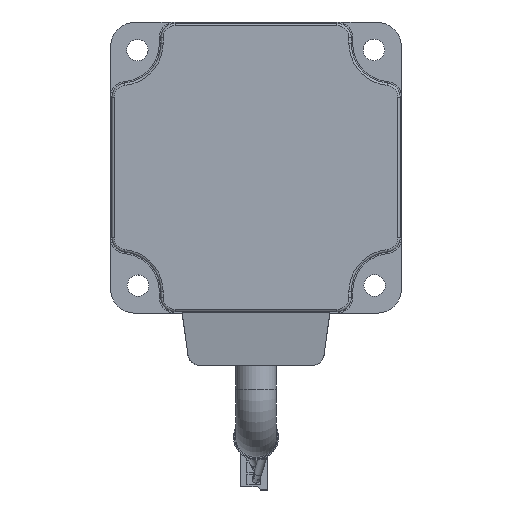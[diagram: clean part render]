
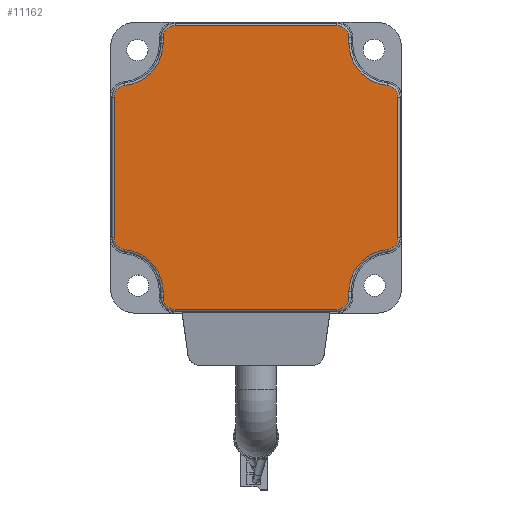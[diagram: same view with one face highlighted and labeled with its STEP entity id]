
A CAD part, top view. The second image highlights one B-rep face of the part: STEP entity #11162.
In plain terms, the highlighted planar face has unit normal (0, 0, 1).
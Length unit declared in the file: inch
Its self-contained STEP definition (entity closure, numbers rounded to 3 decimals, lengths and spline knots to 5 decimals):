
#10303=CARTESIAN_POINT('',(0.66929,1.17126,1.33858));
#10304=VERTEX_POINT('',#10303);
#10312=CARTESIAN_POINT('',(0.76772,1.07283,1.33858));
#10313=VERTEX_POINT('',#10312);
#10314=CARTESIAN_POINT('',(0.66929,1.07283,1.33858));
#10315=DIRECTION('',(0.0,0.0,-1.0));
#10316=DIRECTION('',(0.707,0.707,0.0));
#10317=AXIS2_PLACEMENT_3D('',#10314,#10315,#10316);
#10318=CIRCLE('',#10317,0.09843);
#10319=EDGE_CURVE('',#10304,#10313,#10318,.T.);
#10345=CARTESIAN_POINT('',(0.76772,1.02773,1.33858));
#10346=VERTEX_POINT('',#10345);
#10363=CARTESIAN_POINT('',(0.76772,1.07283,1.33858));
#10364=DIRECTION('',(0.,-1.0,0.0));
#10365=VECTOR('',#10364,0.0451);
#10366=LINE('',#10363,#10365);
#10367=EDGE_CURVE('',#10313,#10346,#10366,.T.);
#10377=CARTESIAN_POINT('',(1.08276,0.67912,1.33858));
#10378=VERTEX_POINT('',#10377);
#10396=CARTESIAN_POINT('',(1.11811,1.02773,1.33858));
#10397=DIRECTION('',(0.0,0.0,1.0));
#10398=DIRECTION('',(-0.742,-0.67,0.0));
#10399=AXIS2_PLACEMENT_3D('',#10396,#10397,#10398);
#10400=CIRCLE('',#10399,0.35039);
#10401=EDGE_CURVE('',#10346,#10378,#10400,.T.);
#10411=CARTESIAN_POINT('',(1.17126,0.5812,1.33858));
#10412=VERTEX_POINT('',#10411);
#10430=CARTESIAN_POINT('',(1.07283,0.5812,1.33858));
#10431=DIRECTION('',(0.0,0.0,-1.0));
#10432=DIRECTION('',(0.742,0.67,0.0));
#10433=AXIS2_PLACEMENT_3D('',#10430,#10431,#10432);
#10434=CIRCLE('',#10433,0.09843);
#10435=EDGE_CURVE('',#10378,#10412,#10434,.T.);
#10445=CARTESIAN_POINT('',(1.17126,-0.5812,1.33858));
#10446=VERTEX_POINT('',#10445);
#10463=CARTESIAN_POINT('',(1.17126,0.5812,1.33858));
#10464=DIRECTION('',(0.0,-1.0,0.0));
#10465=VECTOR('',#10464,1.1624);
#10466=LINE('',#10463,#10465);
#10467=EDGE_CURVE('',#10412,#10446,#10466,.T.);
#10477=CARTESIAN_POINT('',(1.08276,-0.67912,1.33858));
#10478=VERTEX_POINT('',#10477);
#10496=CARTESIAN_POINT('',(1.07283,-0.5812,1.33858));
#10497=DIRECTION('',(0.0,0.0,-1.0));
#10498=DIRECTION('',(0.742,-0.67,0.0));
#10499=AXIS2_PLACEMENT_3D('',#10496,#10497,#10498);
#10500=CIRCLE('',#10499,0.09843);
#10501=EDGE_CURVE('',#10446,#10478,#10500,.T.);
#10511=CARTESIAN_POINT('',(0.76772,-1.02773,1.33858));
#10512=VERTEX_POINT('',#10511);
#10530=CARTESIAN_POINT('',(1.11811,-1.02773,1.33858));
#10531=DIRECTION('',(0.0,0.0,1.0));
#10532=DIRECTION('',(-0.742,0.67,0.0));
#10533=AXIS2_PLACEMENT_3D('',#10530,#10531,#10532);
#10534=CIRCLE('',#10533,0.35039);
#10535=EDGE_CURVE('',#10478,#10512,#10534,.T.);
#10545=CARTESIAN_POINT('',(0.76772,-1.07283,1.33858));
#10546=VERTEX_POINT('',#10545);
#10563=CARTESIAN_POINT('',(0.76772,-1.02773,1.33858));
#10564=DIRECTION('',(0.,-1.0,0.0));
#10565=VECTOR('',#10564,0.0451);
#10566=LINE('',#10563,#10565);
#10567=EDGE_CURVE('',#10512,#10546,#10566,.T.);
#10577=CARTESIAN_POINT('',(0.66929,-1.17126,1.33858));
#10578=VERTEX_POINT('',#10577);
#10596=CARTESIAN_POINT('',(0.66929,-1.07283,1.33858));
#10597=DIRECTION('',(0.0,0.0,-1.0));
#10598=DIRECTION('',(0.707,-0.707,0.0));
#10599=AXIS2_PLACEMENT_3D('',#10596,#10597,#10598);
#10600=CIRCLE('',#10599,0.09843);
#10601=EDGE_CURVE('',#10546,#10578,#10600,.T.);
#10611=CARTESIAN_POINT('',(-0.66929,-1.17126,1.33858));
#10612=VERTEX_POINT('',#10611);
#10629=CARTESIAN_POINT('',(0.66929,-1.17126,1.33858));
#10630=DIRECTION('',(-1.0,0.,0.0));
#10631=VECTOR('',#10630,1.33858);
#10632=LINE('',#10629,#10631);
#10633=EDGE_CURVE('',#10578,#10612,#10632,.T.);
#10643=CARTESIAN_POINT('',(-0.76772,-1.07283,1.33858));
#10644=VERTEX_POINT('',#10643);
#10662=CARTESIAN_POINT('',(-0.66929,-1.07283,1.33858));
#10663=DIRECTION('',(0.0,0.0,-1.0));
#10664=DIRECTION('',(-0.707,-0.707,0.0));
#10665=AXIS2_PLACEMENT_3D('',#10662,#10663,#10664);
#10666=CIRCLE('',#10665,0.09843);
#10667=EDGE_CURVE('',#10612,#10644,#10666,.T.);
#10677=CARTESIAN_POINT('',(-0.76772,-1.02773,1.33858));
#10678=VERTEX_POINT('',#10677);
#10695=CARTESIAN_POINT('',(-0.76772,-1.07283,1.33858));
#10696=DIRECTION('',(0.,1.0,0.0));
#10697=VECTOR('',#10696,0.0451);
#10698=LINE('',#10695,#10697);
#10699=EDGE_CURVE('',#10644,#10678,#10698,.T.);
#10709=CARTESIAN_POINT('',(-1.08276,-0.67912,1.33858));
#10710=VERTEX_POINT('',#10709);
#10728=CARTESIAN_POINT('',(-1.11811,-1.02773,1.33858));
#10729=DIRECTION('',(0.0,0.0,1.0));
#10730=DIRECTION('',(0.742,0.67,0.0));
#10731=AXIS2_PLACEMENT_3D('',#10728,#10729,#10730);
#10732=CIRCLE('',#10731,0.35039);
#10733=EDGE_CURVE('',#10678,#10710,#10732,.T.);
#10743=CARTESIAN_POINT('',(-1.17126,-0.5812,1.33858));
#10744=VERTEX_POINT('',#10743);
#10762=CARTESIAN_POINT('',(-1.07283,-0.5812,1.33858));
#10763=DIRECTION('',(0.0,0.0,-1.0));
#10764=DIRECTION('',(-0.742,-0.67,0.0));
#10765=AXIS2_PLACEMENT_3D('',#10762,#10763,#10764);
#10766=CIRCLE('',#10765,0.09843);
#10767=EDGE_CURVE('',#10710,#10744,#10766,.T.);
#10777=CARTESIAN_POINT('',(-1.17126,0.5812,1.33858));
#10778=VERTEX_POINT('',#10777);
#10795=CARTESIAN_POINT('',(-1.17126,-0.5812,1.33858));
#10796=DIRECTION('',(0.0,1.0,0.0));
#10797=VECTOR('',#10796,1.1624);
#10798=LINE('',#10795,#10797);
#10799=EDGE_CURVE('',#10744,#10778,#10798,.T.);
#10809=CARTESIAN_POINT('',(-1.08276,0.67912,1.33858));
#10810=VERTEX_POINT('',#10809);
#10828=CARTESIAN_POINT('',(-1.07283,0.5812,1.33858));
#10829=DIRECTION('',(0.0,0.0,-1.0));
#10830=DIRECTION('',(-0.742,0.67,0.0));
#10831=AXIS2_PLACEMENT_3D('',#10828,#10829,#10830);
#10832=CIRCLE('',#10831,0.09843);
#10833=EDGE_CURVE('',#10778,#10810,#10832,.T.);
#10843=CARTESIAN_POINT('',(-0.76772,1.02773,1.33858));
#10844=VERTEX_POINT('',#10843);
#10862=CARTESIAN_POINT('',(-1.11811,1.02773,1.33858));
#10863=DIRECTION('',(0.0,0.0,1.0));
#10864=DIRECTION('',(0.742,-0.67,0.0));
#10865=AXIS2_PLACEMENT_3D('',#10862,#10863,#10864);
#10866=CIRCLE('',#10865,0.35039);
#10867=EDGE_CURVE('',#10810,#10844,#10866,.T.);
#10877=CARTESIAN_POINT('',(-0.76772,1.07283,1.33858));
#10878=VERTEX_POINT('',#10877);
#10895=CARTESIAN_POINT('',(-0.76772,1.02773,1.33858));
#10896=DIRECTION('',(0.,1.0,0.0));
#10897=VECTOR('',#10896,0.0451);
#10898=LINE('',#10895,#10897);
#10899=EDGE_CURVE('',#10844,#10878,#10898,.T.);
#10909=CARTESIAN_POINT('',(-0.66929,1.17126,1.33858));
#10910=VERTEX_POINT('',#10909);
#10928=CARTESIAN_POINT('',(-0.66929,1.07283,1.33858));
#10929=DIRECTION('',(0.0,0.0,-1.0));
#10930=DIRECTION('',(-0.707,0.707,0.0));
#10931=AXIS2_PLACEMENT_3D('',#10928,#10929,#10930);
#10932=CIRCLE('',#10931,0.09843);
#10933=EDGE_CURVE('',#10878,#10910,#10932,.T.);
#10951=CARTESIAN_POINT('',(-0.66929,1.17126,1.33858));
#10952=DIRECTION('',(1.0,0.,0.0));
#10953=VECTOR('',#10952,1.33858);
#10954=LINE('',#10951,#10953);
#10955=EDGE_CURVE('',#10910,#10304,#10954,.T.);
#11135=CARTESIAN_POINT('',(0.,0.,1.33858));
#11136=DIRECTION('',(0.0,0.0,1.0));
#11137=DIRECTION('',(1.0,0.0,0.0));
#11138=AXIS2_PLACEMENT_3D('',#11135,#11136,#11137);
#11139=PLANE('',#11138);
#11140=ORIENTED_EDGE('',*,*,#10319,.F.);
#11141=ORIENTED_EDGE('',*,*,#10955,.F.);
#11142=ORIENTED_EDGE('',*,*,#10933,.F.);
#11143=ORIENTED_EDGE('',*,*,#10899,.F.);
#11144=ORIENTED_EDGE('',*,*,#10867,.F.);
#11145=ORIENTED_EDGE('',*,*,#10833,.F.);
#11146=ORIENTED_EDGE('',*,*,#10799,.F.);
#11147=ORIENTED_EDGE('',*,*,#10767,.F.);
#11148=ORIENTED_EDGE('',*,*,#10733,.F.);
#11149=ORIENTED_EDGE('',*,*,#10699,.F.);
#11150=ORIENTED_EDGE('',*,*,#10667,.F.);
#11151=ORIENTED_EDGE('',*,*,#10633,.F.);
#11152=ORIENTED_EDGE('',*,*,#10601,.F.);
#11153=ORIENTED_EDGE('',*,*,#10567,.F.);
#11154=ORIENTED_EDGE('',*,*,#10535,.F.);
#11155=ORIENTED_EDGE('',*,*,#10501,.F.);
#11156=ORIENTED_EDGE('',*,*,#10467,.F.);
#11157=ORIENTED_EDGE('',*,*,#10435,.F.);
#11158=ORIENTED_EDGE('',*,*,#10401,.F.);
#11159=ORIENTED_EDGE('',*,*,#10367,.F.);
#11160=EDGE_LOOP('',(#11140,#11141,#11142,#11143,#11144,#11145,#11146,#11147,#11148,#11149,#11150,#11151,#11152,#11153,#11154,#11155,#11156,#11157,#11158,#11159));
#11161=FACE_OUTER_BOUND('',#11160,.T.);
#11162=ADVANCED_FACE('',(#11161),#11139,.T.);
